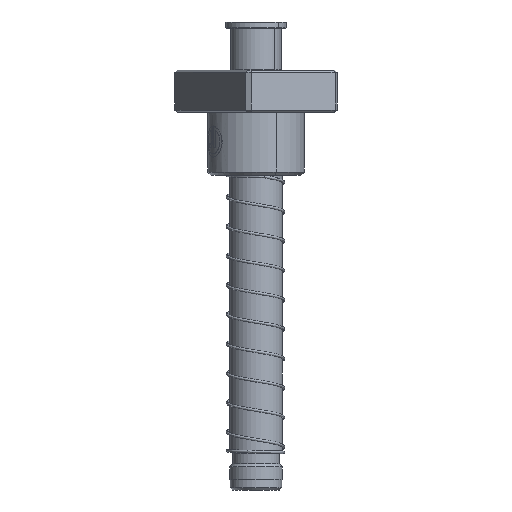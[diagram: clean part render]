
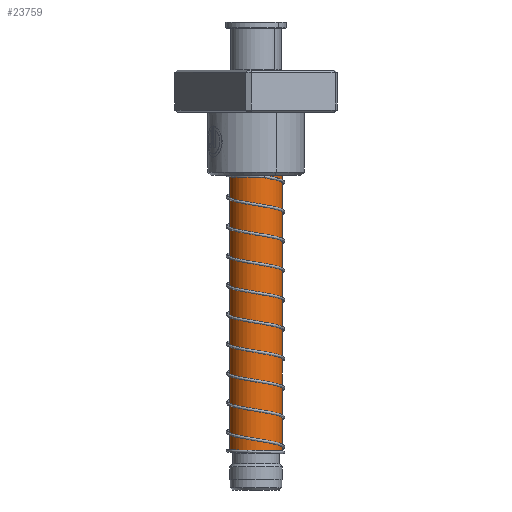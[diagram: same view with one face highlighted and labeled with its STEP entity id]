
A CAD part, front view. The second image highlights one B-rep face of the part: STEP entity #23759.
In plain terms, the highlighted cylindrical face has radius 12.5 mm (diameter 25 mm), a partial arc.
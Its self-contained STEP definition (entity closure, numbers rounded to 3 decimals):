
#403 = CARTESIAN_POINT ( 'NONE',  ( 12.5, 0., 197.5 ) ) ;
#1672 = ORIENTED_EDGE ( 'NONE', *, *, #15425, .T. ) ;
#1760 = CARTESIAN_POINT ( 'NONE',  ( 0., 0., 19. ) ) ;
#2329 = VERTEX_POINT ( 'NONE', #403 ) ;
#2417 = ORIENTED_EDGE ( 'NONE', *, *, #22045, .F. ) ;
#3078 = DIRECTION ( 'NONE',  ( -1., 0., 0. ) ) ;
#3639 = ORIENTED_EDGE ( 'NONE', *, *, #6031, .F. ) ;
#3663 = VERTEX_POINT ( 'NONE', #11134 ) ;
#3926 = FACE_OUTER_BOUND ( 'NONE', #13088, .T. ) ;
#4154 = CARTESIAN_POINT ( 'NONE',  ( 0., 0., 197.5 ) ) ;
#6031 = EDGE_CURVE ( 'NONE', #2329, #25066, #13147, .T. ) ;
#6921 = DIRECTION ( 'NONE',  ( -1., 0., 0. ) ) ;
#9248 = DIRECTION ( 'NONE',  ( 0., 0., -1. ) ) ;
#9540 = CARTESIAN_POINT ( 'NONE',  ( 0., 0., 200. ) ) ;
#10385 = CARTESIAN_POINT ( 'NONE',  ( -12.5, 0., 200. ) ) ;
#10387 = VECTOR ( 'NONE', #13024, 1000. ) ;
#10460 = CARTESIAN_POINT ( 'NONE',  ( -12.5, 0., 19. ) ) ;
#10867 = VECTOR ( 'NONE', #9248, 1000. ) ;
#11130 = CARTESIAN_POINT ( 'NONE',  ( 12.5, 0., 200. ) ) ;
#11134 = CARTESIAN_POINT ( 'NONE',  ( -12.5, 0., 197.5 ) ) ;
#11472 = DIRECTION ( 'NONE',  ( 0., 0., -1. ) ) ;
#11665 = EDGE_CURVE ( 'NONE', #3663, #12252, #24369, .T. ) ;
#11958 = DIRECTION ( 'NONE',  ( 0., 0., -1. ) ) ;
#12252 = VERTEX_POINT ( 'NONE', #10460 ) ;
#13024 = DIRECTION ( 'NONE',  ( 0., 0., -1. ) ) ;
#13088 = EDGE_LOOP ( 'NONE', ( #3639, #1672, #25680, #2417 ) ) ;
#13147 = LINE ( 'NONE', #11130, #10867 ) ;
#14929 = AXIS2_PLACEMENT_3D ( 'NONE', #4154, #28222, #21153 ) ;
#15293 = CYLINDRICAL_SURFACE ( 'NONE', #23420, 12.5 ) ;
#15425 = EDGE_CURVE ( 'NONE', #2329, #3663, #16661, .T. ) ;
#15532 = AXIS2_PLACEMENT_3D ( 'NONE', #1760, #11472, #6921 ) ;
#16661 = CIRCLE ( 'NONE', #14929, 12.5 ) ;
#17848 = CARTESIAN_POINT ( 'NONE',  ( 12.5, 0., 19. ) ) ;
#21153 = DIRECTION ( 'NONE',  ( 1., 0., 0. ) ) ;
#22045 = EDGE_CURVE ( 'NONE', #25066, #12252, #24055, .T. ) ;
#23420 = AXIS2_PLACEMENT_3D ( 'NONE', #9540, #11958, #3078 ) ;
#23759 = ADVANCED_FACE ( 'NONE', ( #3926 ), #15293, .T. ) ;
#24055 = CIRCLE ( 'NONE', #15532, 12.5 ) ;
#24369 = LINE ( 'NONE', #10385, #10387 ) ;
#25066 = VERTEX_POINT ( 'NONE', #17848 ) ;
#25680 = ORIENTED_EDGE ( 'NONE', *, *, #11665, .T. ) ;
#28222 = DIRECTION ( 'NONE',  ( 0., 0., -1. ) ) ;
